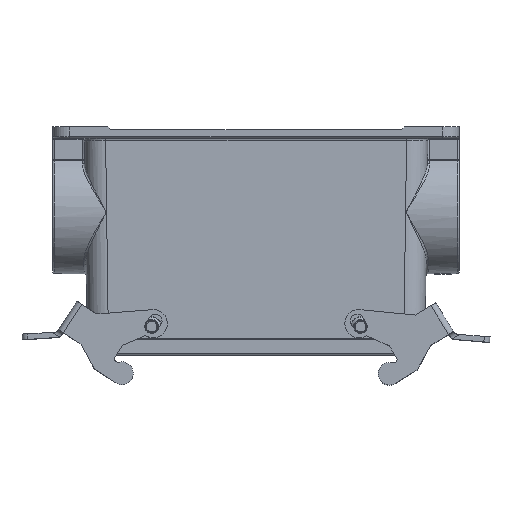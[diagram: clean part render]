
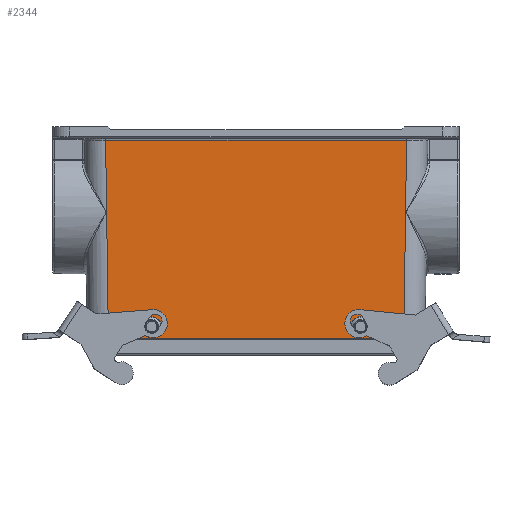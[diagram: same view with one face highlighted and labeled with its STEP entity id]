
A CAD part, top view. The second image highlights one B-rep face of the part: STEP entity #2344.
In plain terms, the highlighted planar face has unit normal (0, -0.011, 1).
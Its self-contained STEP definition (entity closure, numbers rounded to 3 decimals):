
#1590=CARTESIAN_POINT('',(52.3,-5.7,21.5));
#1591=VERTEX_POINT('',#1590);
#1599=CARTESIAN_POINT('',(-52.3,-5.7,21.5));
#1600=VERTEX_POINT('',#1599);
#1601=CARTESIAN_POINT('',(52.3,-5.7,21.5));
#1602=DIRECTION('',(-1.0,0.0,0.0));
#1603=VECTOR('',#1602,104.601);
#1604=LINE('',#1601,#1603);
#1605=EDGE_CURVE('',#1591,#1600,#1604,.T.);
#2224=CARTESIAN_POINT('',(59.8,-5.7,21.5));
#2225=DIRECTION('',(0.,0.011,-1.));
#2226=DIRECTION('',(-1.0,0.0,0.0));
#2227=AXIS2_PLACEMENT_3D('',#2224,#2225,#2226);
#2228=PLANE('',#2227);
#2229=CARTESIAN_POINT('',(53.289,64.459,22.291));
#2230=VERTEX_POINT('',#2229);
#2231=CARTESIAN_POINT('',(52.3,-5.7,21.5));
#2232=DIRECTION('',(0.014,1.,0.011));
#2233=VECTOR('',#2232,70.17);
#2234=LINE('',#2231,#2233);
#2235=EDGE_CURVE('',#1591,#2230,#2234,.T.);
#2236=ORIENTED_EDGE('',*,*,#2235,.T.);
#2237=CARTESIAN_POINT('',(-53.289,64.459,22.291));
#2238=VERTEX_POINT('',#2237);
#2239=CARTESIAN_POINT('',(53.289,64.459,22.291));
#2240=DIRECTION('',(-1.0,0.0,0.0));
#2241=VECTOR('',#2240,106.579);
#2242=LINE('',#2239,#2241);
#2243=EDGE_CURVE('',#2230,#2238,#2242,.T.);
#2244=ORIENTED_EDGE('',*,*,#2243,.T.);
#2245=CARTESIAN_POINT('',(-53.289,64.459,22.291));
#2246=DIRECTION('',(0.014,-1.,-0.011));
#2247=VECTOR('',#2246,70.17);
#2248=LINE('',#2245,#2247);
#2249=EDGE_CURVE('',#2238,#1600,#2248,.T.);
#2250=ORIENTED_EDGE('',*,*,#2249,.T.);
#2251=ORIENTED_EDGE('',*,*,#1605,.F.);
#2252=EDGE_LOOP('',(#2236,#2244,#2250,#2251));
#2253=FACE_OUTER_BOUND('',#2252,.T.);
#2254=CARTESIAN_POINT('',(40.5,-1.55,21.547));
#2255=VERTEX_POINT('',#2254);
#2256=CARTESIAN_POINT('',(33.5,-1.55,21.547));
#2257=VERTEX_POINT('',#2256);
#2258=CARTESIAN_POINT('',(37.0,-1.55,21.547));
#2259=DIRECTION('',(0.,-0.011,1.));
#2260=DIRECTION('',(0.,1.,0.011));
#2261=AXIS2_PLACEMENT_3D('',#2258,#2259,#2260);
#2262=ELLIPSE('',#2261,3.5,3.5);
#2263=EDGE_CURVE('',#2255,#2257,#2262,.T.);
#2264=ORIENTED_EDGE('',*,*,#2263,.F.);
#2265=CARTESIAN_POINT('',(39.0,-1.55,21.547));
#2266=VERTEX_POINT('',#2265);
#2267=CARTESIAN_POINT('',(39.0,-1.55,21.547));
#2268=DIRECTION('',(1.0,0.0,0.0));
#2269=VECTOR('',#2268,1.5);
#2270=LINE('',#2267,#2269);
#2271=EDGE_CURVE('',#2266,#2255,#2270,.T.);
#2272=ORIENTED_EDGE('',*,*,#2271,.F.);
#2273=CARTESIAN_POINT('',(35.0,-1.55,21.547));
#2274=VERTEX_POINT('',#2273);
#2275=CARTESIAN_POINT('',(35.0,-1.55,21.547));
#2276=CARTESIAN_POINT('',(35.0,-2.102,21.541));
#2277=CARTESIAN_POINT('',(35.196,-2.574,21.535));
#2278=CARTESIAN_POINT('',(35.586,-2.964,21.531));
#2279=CARTESIAN_POINT('',(35.976,-3.354,21.526));
#2280=CARTESIAN_POINT('',(36.448,-3.55,21.524));
#2281=CARTESIAN_POINT('',(37.,-3.55,21.524));
#2282=CARTESIAN_POINT('',(37.552,-3.55,21.524));
#2283=CARTESIAN_POINT('',(38.024,-3.354,21.526));
#2284=CARTESIAN_POINT('',(38.414,-2.964,21.531));
#2285=CARTESIAN_POINT('',(38.805,-2.574,21.535));
#2286=CARTESIAN_POINT('',(39.0,-2.103,21.541));
#2287=CARTESIAN_POINT('',(39.0,-1.55,21.547));
#2288=B_SPLINE_CURVE_WITH_KNOTS('',3,(#2275,#2276,#2277,#2278,#2279,#2280,#2281,#2282,#2283,#2284,#2285,#2286,#2287),.UNSPECIFIED.,.F.,.U.,(4,3,3,3,4),(0.0,0.25,0.5,0.75,1.0),.UNSPECIFIED.);
#2289=EDGE_CURVE('',#2274,#2266,#2288,.T.);
#2290=ORIENTED_EDGE('',*,*,#2289,.F.);
#2291=CARTESIAN_POINT('',(33.5,-1.55,21.547));
#2292=DIRECTION('',(1.0,0.0,0.0));
#2293=VECTOR('',#2292,1.5);
#2294=LINE('',#2291,#2293);
#2295=EDGE_CURVE('',#2257,#2274,#2294,.T.);
#2296=ORIENTED_EDGE('',*,*,#2295,.F.);
#2297=EDGE_LOOP('',(#2264,#2272,#2290,#2296));
#2298=FACE_BOUND('',#2297,.T.);
#2299=CARTESIAN_POINT('',(-33.5,-1.55,21.547));
#2300=VERTEX_POINT('',#2299);
#2301=CARTESIAN_POINT('',(-40.5,-1.55,21.547));
#2302=VERTEX_POINT('',#2301);
#2303=CARTESIAN_POINT('',(-37.0,-1.55,21.547));
#2304=DIRECTION('',(0.,-0.011,1.));
#2305=DIRECTION('',(0.,1.,0.011));
#2306=AXIS2_PLACEMENT_3D('',#2303,#2304,#2305);
#2307=ELLIPSE('',#2306,3.5,3.5);
#2308=EDGE_CURVE('',#2300,#2302,#2307,.T.);
#2309=ORIENTED_EDGE('',*,*,#2308,.F.);
#2310=CARTESIAN_POINT('',(-35.0,-1.55,21.547));
#2311=VERTEX_POINT('',#2310);
#2312=CARTESIAN_POINT('',(-35.0,-1.55,21.547));
#2313=DIRECTION('',(1.0,0.0,0.0));
#2314=VECTOR('',#2313,1.5);
#2315=LINE('',#2312,#2314);
#2316=EDGE_CURVE('',#2311,#2300,#2315,.T.);
#2317=ORIENTED_EDGE('',*,*,#2316,.F.);
#2318=CARTESIAN_POINT('',(-39.0,-1.55,21.547));
#2319=VERTEX_POINT('',#2318);
#2320=CARTESIAN_POINT('',(-39.0,-1.55,21.547));
#2321=CARTESIAN_POINT('',(-39.0,-2.102,21.541));
#2322=CARTESIAN_POINT('',(-38.804,-2.574,21.535));
#2323=CARTESIAN_POINT('',(-38.414,-2.964,21.531));
#2324=CARTESIAN_POINT('',(-38.024,-3.354,21.526));
#2325=CARTESIAN_POINT('',(-37.552,-3.55,21.524));
#2326=CARTESIAN_POINT('',(-37.,-3.55,21.524));
#2327=CARTESIAN_POINT('',(-36.448,-3.55,21.524));
#2328=CARTESIAN_POINT('',(-35.976,-3.354,21.526));
#2329=CARTESIAN_POINT('',(-35.586,-2.964,21.531));
#2330=CARTESIAN_POINT('',(-35.195,-2.574,21.535));
#2331=CARTESIAN_POINT('',(-35.0,-2.103,21.541));
#2332=CARTESIAN_POINT('',(-35.0,-1.55,21.547));
#2333=B_SPLINE_CURVE_WITH_KNOTS('',3,(#2320,#2321,#2322,#2323,#2324,#2325,#2326,#2327,#2328,#2329,#2330,#2331,#2332),.UNSPECIFIED.,.F.,.U.,(4,3,3,3,4),(0.0,0.25,0.5,0.75,1.0),.UNSPECIFIED.);
#2334=EDGE_CURVE('',#2319,#2311,#2333,.T.);
#2335=ORIENTED_EDGE('',*,*,#2334,.F.);
#2336=CARTESIAN_POINT('',(-40.5,-1.55,21.547));
#2337=DIRECTION('',(1.0,0.0,0.0));
#2338=VECTOR('',#2337,1.5);
#2339=LINE('',#2336,#2338);
#2340=EDGE_CURVE('',#2302,#2319,#2339,.T.);
#2341=ORIENTED_EDGE('',*,*,#2340,.F.);
#2342=EDGE_LOOP('',(#2309,#2317,#2335,#2341));
#2343=FACE_BOUND('',#2342,.T.);
#2344=ADVANCED_FACE('',(#2253,#2298,#2343),#2228,.F.);
